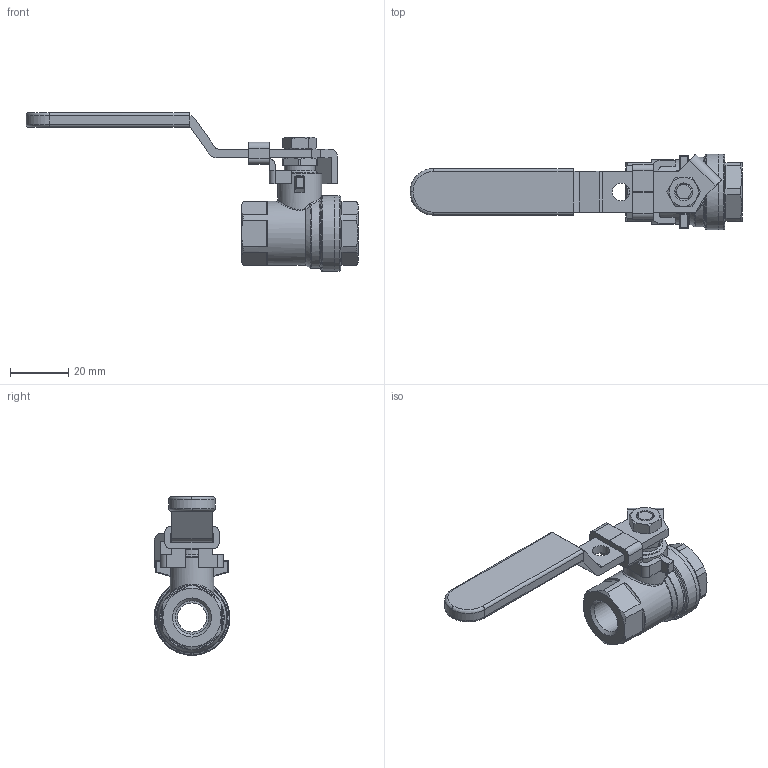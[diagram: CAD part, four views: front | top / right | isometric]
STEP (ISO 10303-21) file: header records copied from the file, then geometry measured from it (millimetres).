
FILE_DESCRIPTION(/* description */ ('Unknown'),/* implementation_level */ '2;1');
FILE_NAME(/* name */ '9360-02',/* time_stamp */ '2022-07-04T08:31:55+02:00',/* author */ ('Unknown'),/* organization */ ('Unknown'),/* preprocessor_version */ 'ST-DEVELOPER v16.7',/* originating_system */ 'Solid Edge',/* authorisation */ 'Unknown');
FILE_SCHEMA (('AUTOMOTIVE_DESIGN {1 0 10303 214 3 1 1}'));
Length unit declared in the file: millimetre
Products named in the file (15): 9360-02; 9380__1_4_Zusammenbau_oa_0; Körper__1_4; Spindel-Zusammanbau_oa_1; Stopfbuchse__1_4 - 3_8; Spindel__1_4 - 3_8; Einschraubteil__1_4; Edelstahlgriff-1_4-3_4; Stahlgriff-n; Stahlgriff-u; schloss; 620-1_4-Mutter-Fl.G.
Assembly tree (14 placements, depth 4):
  9360-02
    9380__1_4_Zusammenbau_oa_0
      Körper__1_4
      Spindel-Zusammanbau_oa_1
        Stopfbuchse__1_4 - 3_8
        Spindel__1_4 - 3_8
      Einschraubteil__1_4
    Edelstahlgriff-1_4-3_4
      Stahlgriff-n
        Stahlgriff-n
      Stahlgriff-u
        Stahlgriff-u
      schloss
        schloss
    620-1_4-Mutter-Fl.G.
Bounding box: 114 x 26 x 54.5 mm (x, y, z)
Volume: 19716.4 mm3; surface area: 18969.6 mm2
Topology: 8 solids, 8 shells, 320 faces, 774 edges, 479 vertices
Faces by surface type: plane 133, cylinder 100, cone 47, bspline 22, sphere 11, torus 7
Full cylindrical faces by diameter (mm): 5 x1, 6 x1, 8 x1, 8.1 x1, 8.3 x1, 10 x3, 10.5 x2, 10.647 x2, 11.445 x4, 12 x1, 15 x1, 16 x2, 18.917 x1, 20 x1, 22 x1, 23.2 x1, 26 x2
Entity records: 10482 total; most frequent: CARTESIAN_POINT 2933, DIRECTION 1460, ORIENTED_EDGE 1418, EDGE_CURVE 709, AXIS2_PLACEMENT_3D 574, VERTEX_POINT 459, EDGE_LOOP 388, FACE_BOUND 388
